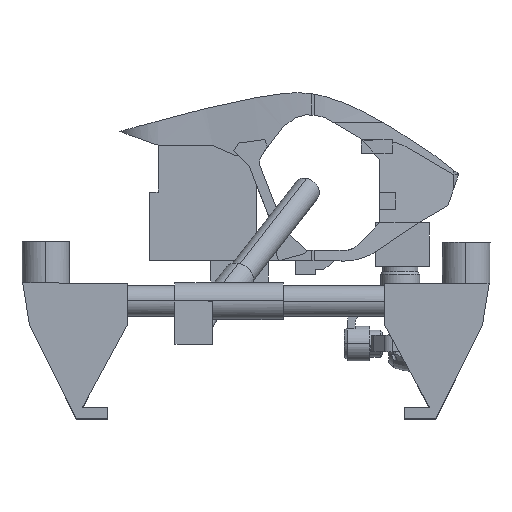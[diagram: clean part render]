
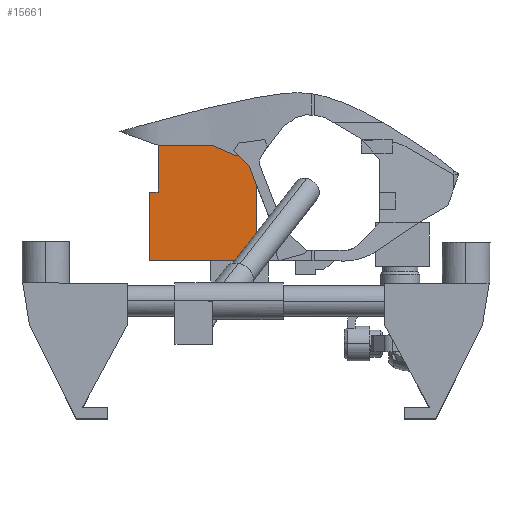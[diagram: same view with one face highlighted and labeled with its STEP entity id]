
A CAD part, left-side view. The second image highlights one B-rep face of the part: STEP entity #15661.
In plain terms, the highlighted face is planar.
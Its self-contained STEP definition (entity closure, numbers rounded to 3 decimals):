
#627 = CARTESIAN_POINT ( 'NONE',  ( 111.9, 0., 253.005 ) ) ;
#963 = ORIENTED_EDGE ( 'NONE', *, *, #17947, .F. ) ;
#1255 = DIRECTION ( 'NONE',  ( 0., 1., 0. ) ) ;
#1348 = LINE ( 'NONE', #3945, #11357 ) ;
#1947 = EDGE_CURVE ( 'NONE', #30517, #5221, #11427, .T. ) ;
#2429 = CARTESIAN_POINT ( 'NONE',  ( 111.9, 26.152, 146.355 ) ) ;
#2592 = ORIENTED_EDGE ( 'NONE', *, *, #30076, .T. ) ;
#2875 = EDGE_CURVE ( 'NONE', #26496, #3106, #29334, .T. ) ;
#3069 = EDGE_CURVE ( 'NONE', #28669, #25754, #1348, .T. ) ;
#3106 = VERTEX_POINT ( 'NONE', #4263 ) ;
#3198 = EDGE_CURVE ( 'NONE', #4539, #18737, #27494, .T. ) ;
#3224 = VECTOR ( 'NONE', #10575, 1000. ) ;
#3945 = CARTESIAN_POINT ( 'NONE',  ( 111.9, 0., 243.645 ) ) ;
#4263 = CARTESIAN_POINT ( 'NONE',  ( 111.9, 125.491, 146.355 ) ) ;
#4467 = CARTESIAN_POINT ( 'NONE',  ( 111.9, 34.002, 253.005 ) ) ;
#4539 = VERTEX_POINT ( 'NONE', #19232 ) ;
#4920 = LINE ( 'NONE', #6354, #16002 ) ;
#5221 = VERTEX_POINT ( 'NONE', #12607 ) ;
#5264 = FACE_OUTER_BOUND ( 'NONE', #9424, .T. ) ;
#6354 = CARTESIAN_POINT ( 'NONE',  ( 111.9, 34.002, 146.355 ) ) ;
#7800 = LINE ( 'NONE', #16704, #19979 ) ;
#8415 = DIRECTION ( 'NONE',  ( 0., 0., 1. ) ) ;
#8504 = EDGE_CURVE ( 'NONE', #9448, #26496, #7800, .T. ) ;
#8821 = DIRECTION ( 'NONE',  ( 0., 0., -1. ) ) ;
#9112 = CARTESIAN_POINT ( 'NONE',  ( 111.9, 26.152, 146.355 ) ) ;
#9424 = EDGE_LOOP ( 'NONE', ( #11786, #13001, #24538, #2592, #20249, #963, #21584, #20669, #27046 ) ) ;
#9448 = VERTEX_POINT ( 'NONE', #2429 ) ;
#10549 = CARTESIAN_POINT ( 'NONE',  ( 111.9, 125.491, 243.645 ) ) ;
#10575 = DIRECTION ( 'NONE',  ( 0., 1., 0. ) ) ;
#10651 = CARTESIAN_POINT ( 'NONE',  ( 111.9, 26.152, 209.855 ) ) ;
#11357 = VECTOR ( 'NONE', #16104, 1000. ) ;
#11427 = LINE ( 'NONE', #10651, #20234 ) ;
#11786 = ORIENTED_EDGE ( 'NONE', *, *, #3069, .T. ) ;
#12078 = AXIS2_PLACEMENT_3D ( 'NONE', #26311, #12576, #12269 ) ;
#12269 = DIRECTION ( 'NONE',  ( 0., 0., -1. ) ) ;
#12576 = DIRECTION ( 'NONE',  ( 1., 0., 0. ) ) ;
#12607 = CARTESIAN_POINT ( 'NONE',  ( 111.9, 34.002, 209.855 ) ) ;
#13001 = ORIENTED_EDGE ( 'NONE', *, *, #22181, .T. ) ;
#13610 = CARTESIAN_POINT ( 'NONE',  ( 111.9, 105.997, 243.645 ) ) ;
#14595 = LINE ( 'NONE', #15414, #26339 ) ;
#15403 = CARTESIAN_POINT ( 'NONE',  ( 111.9, 34.002, 146.355 ) ) ;
#15414 = CARTESIAN_POINT ( 'NONE',  ( 111.9, 125.491, 146.355 ) ) ;
#15661 = ADVANCED_FACE ( 'NONE', ( #5264 ), #21611, .T. ) ;
#16002 = VECTOR ( 'NONE', #8821, 1000. ) ;
#16104 = DIRECTION ( 'NONE',  ( 0., -1., 0. ) ) ;
#16117 = DIRECTION ( 'NONE',  ( 0., 0., 1. ) ) ;
#16704 = CARTESIAN_POINT ( 'NONE',  ( 111.9, 34.002, 146.355 ) ) ;
#17404 = LINE ( 'NONE', #28138, #28789 ) ;
#17836 = EDGE_CURVE ( 'NONE', #3106, #28669, #14595, .T. ) ;
#17947 = EDGE_CURVE ( 'NONE', #9448, #30517, #18260, .T. ) ;
#18260 = LINE ( 'NONE', #9112, #20126 ) ;
#18737 = VERTEX_POINT ( 'NONE', #4467 ) ;
#19074 = DIRECTION ( 'NONE',  ( 0., 1., 0. ) ) ;
#19232 = CARTESIAN_POINT ( 'NONE',  ( 111.9, 84.523, 253.005 ) ) ;
#19584 = DIRECTION ( 'NONE',  ( 0., -1., 0. ) ) ;
#19979 = VECTOR ( 'NONE', #19074, 1000. ) ;
#20126 = VECTOR ( 'NONE', #16117, 1000. ) ;
#20234 = VECTOR ( 'NONE', #1255, 1000. ) ;
#20249 = ORIENTED_EDGE ( 'NONE', *, *, #1947, .F. ) ;
#20669 = ORIENTED_EDGE ( 'NONE', *, *, #2875, .T. ) ;
#21281 = VECTOR ( 'NONE', #19584, 1000. ) ;
#21584 = ORIENTED_EDGE ( 'NONE', *, *, #8504, .T. ) ;
#21611 = PLANE ( 'NONE',  #12078 ) ;
#22181 = EDGE_CURVE ( 'NONE', #25754, #4539, #17404, .T. ) ;
#24538 = ORIENTED_EDGE ( 'NONE', *, *, #3198, .T. ) ;
#25010 = CARTESIAN_POINT ( 'NONE',  ( 111.9, 82.835, 146.355 ) ) ;
#25098 = CARTESIAN_POINT ( 'NONE',  ( 111.9, 26.152, 209.855 ) ) ;
#25754 = VERTEX_POINT ( 'NONE', #13610 ) ;
#26311 = CARTESIAN_POINT ( 'NONE',  ( 111.9, 0., 0. ) ) ;
#26339 = VECTOR ( 'NONE', #8415, 1000. ) ;
#26496 = VERTEX_POINT ( 'NONE', #25010 ) ;
#27046 = ORIENTED_EDGE ( 'NONE', *, *, #17836, .T. ) ;
#27494 = LINE ( 'NONE', #627, #21281 ) ;
#28138 = CARTESIAN_POINT ( 'NONE',  ( 111.9, 106.169, 243.569 ) ) ;
#28669 = VERTEX_POINT ( 'NONE', #10549 ) ;
#28789 = VECTOR ( 'NONE', #30398, 1000. ) ;
#29334 = LINE ( 'NONE', #15403, #3224 ) ;
#30076 = EDGE_CURVE ( 'NONE', #18737, #5221, #4920, .T. ) ;
#30398 = DIRECTION ( 'NONE',  ( 0., -0.917, 0.4 ) ) ;
#30517 = VERTEX_POINT ( 'NONE', #25098 ) ;
